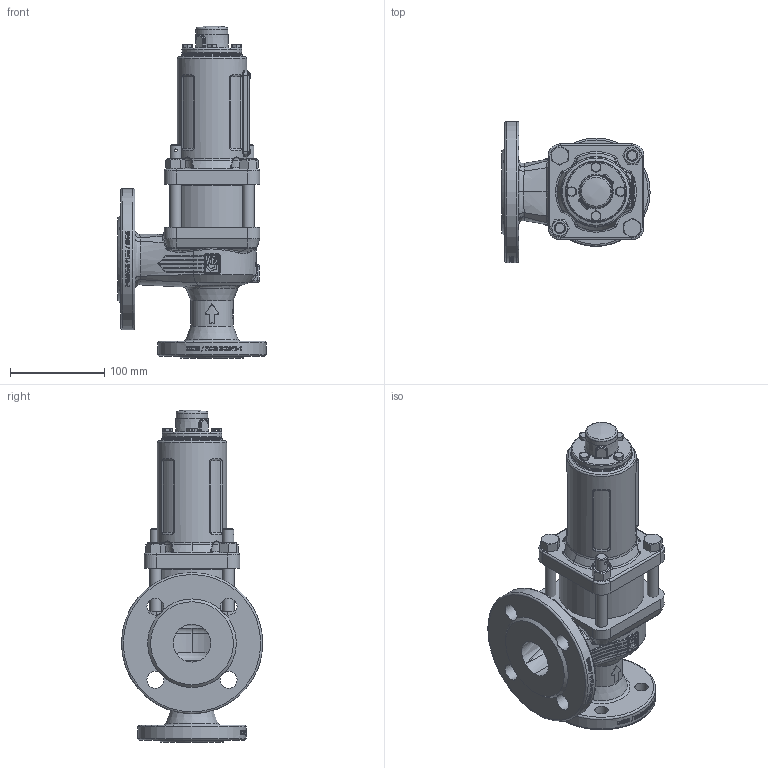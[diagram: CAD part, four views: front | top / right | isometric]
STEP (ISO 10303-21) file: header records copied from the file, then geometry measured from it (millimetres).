
FILE_DESCRIPTION(('HOOPS Exchange Step'),'2;1');
FILE_NAME('SF0702_DN25_DN25-40.stp','2025-06-27T11:42:34+02:00',('nieru'),('Unknown organisation'),'HOOPS Exchange 2024.2','HOOPS Exchange','Unknown authorisation');
FILE_SCHEMA( ('AP203_CONFIGURATION_CONTROLLED_3D_DESIGN_OF_MECHANICAL_PARTS_AND_ASSEMBLIES_MIM_LF') );
Length unit declared in the file: millimetre
Products named in the file (2): 0; root
Assembly tree (1 placements, depth 2):
  root
    0
Bounding box: 157.5 x 150 x 352.82 mm (x, y, z)
Volume: 1246953.3 mm3; surface area: 300952.5 mm2
Topology: 20 solids, 20 shells, 1673 faces, 4369 edges, 2809 vertices
Faces by surface type: plane 563, bspline 531, cylinder 301, extrusion 100, cone 99, torus 65, sphere 14
Full cylindrical faces by diameter (mm): 1.4 x4, 1.8 x4, 2 x2, 2.4 x8, 2.5 x4, 3.2 x1, 3.4 x4, 4 x1, 4.7 x4, 5 x4, 6 x4, 6.6 x4, 8.9 x4, 10.106 x2, 10.2 x4, 12 x8, 13.5 x4, 14 x4, 18 x4, 18.5 x1, 24 x1, 28.5 x1, 29.5 x1, 32 x2, 32.308 x1, 34 x1, 36.2 x1, 40.231 x1, 41.4 x1, 45 x1
Entity records: 79285 total; most frequent: CARTESIAN_POINT 43213, ORIENTED_EDGE 8420, DIRECTION 5761, EDGE_CURVE 4210, VERTEX_POINT 2809, AXIS2_PLACEMENT_3D 2206, EDGE_LOOP 1967, FACE_BOUND 1967
